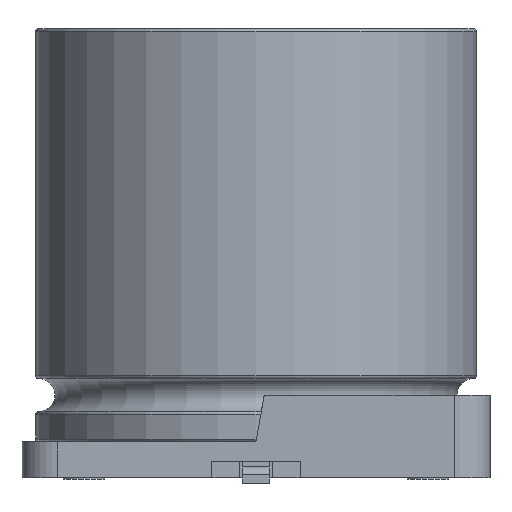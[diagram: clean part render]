
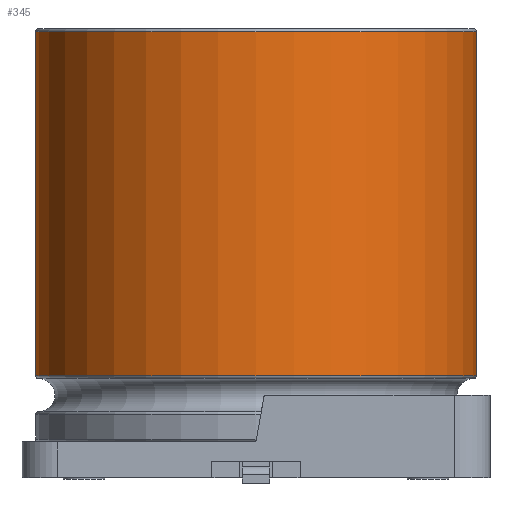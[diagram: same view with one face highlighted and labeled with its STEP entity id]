
A CAD part, left-side view. The second image highlights one B-rep face of the part: STEP entity #345.
In plain terms, the highlighted cylindrical face has radius 8 mm (diameter 16 mm), a full revolution.
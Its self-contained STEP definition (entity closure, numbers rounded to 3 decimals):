
#100=CYLINDRICAL_SURFACE('',#2674,8.);
#345=ADVANCED_FACE('',(#1014,#1015),#100,.T.);
#1014=FACE_BOUND('',#1098,.T.);
#1015=FACE_BOUND('',#1099,.T.);
#1098=EDGE_LOOP('',(#1498));
#1099=EDGE_LOOP('',(#1499));
#1498=ORIENTED_EDGE('',*,*,#2298,.T.);
#1499=ORIENTED_EDGE('',*,*,#2299,.T.);
#2017=VERTEX_POINT('',#3963);
#2018=VERTEX_POINT('',#3965);
#2298=EDGE_CURVE('',#2017,#2017,#2515,.T.);
#2299=EDGE_CURVE('',#2018,#2018,#2516,.T.);
#2515=CIRCLE('',#2672,8.);
#2516=CIRCLE('',#2673,8.);
#2672=AXIS2_PLACEMENT_3D('',#3962,#3133,#3134);
#2673=AXIS2_PLACEMENT_3D('',#3964,#3135,#3136);
#2674=AXIS2_PLACEMENT_3D('',#3966,#3137,#3138);
#3133=DIRECTION('',(0.,0.,1.));
#3134=DIRECTION('',(1.,0.,0.));
#3135=DIRECTION('',(0.,0.,-1.));
#3136=DIRECTION('',(-1.,0.,0.));
#3137=DIRECTION('',(0.,0.,-1.));
#3138=DIRECTION('',(-1.,0.,0.));
#3962=CARTESIAN_POINT('',(0.,0.,3.7));
#3963=CARTESIAN_POINT('',(8.,0.,3.7));
#3964=CARTESIAN_POINT('',(0.,0.,16.2));
#3965=CARTESIAN_POINT('',(-8.,0.,16.2));
#3966=CARTESIAN_POINT('',(0.,0.,0.));
